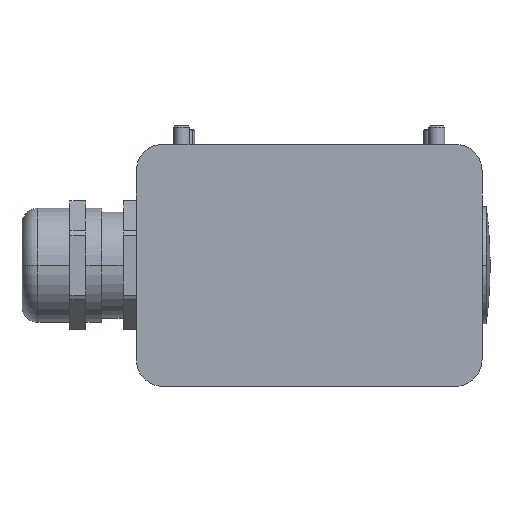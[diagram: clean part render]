
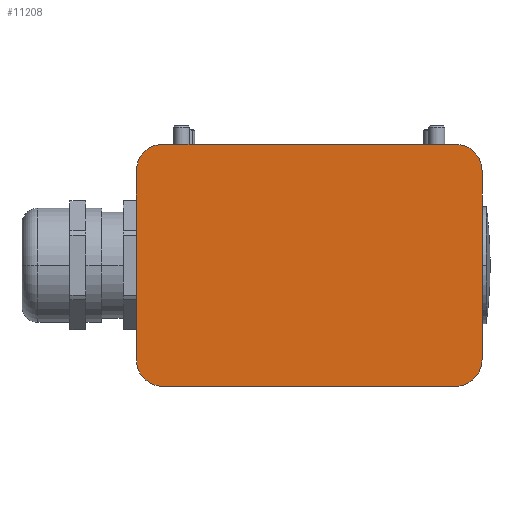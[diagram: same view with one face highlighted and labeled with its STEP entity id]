
A CAD part, front view. The second image highlights one B-rep face of the part: STEP entity #11208.
In plain terms, the highlighted planar face has unit normal (0, -1, 0).
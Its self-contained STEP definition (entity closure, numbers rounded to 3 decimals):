
#59 = VERTEX_POINT ( 'NONE', #5933 ) ;
#386 = AXIS2_PLACEMENT_3D ( 'NONE', #9828, #2786, #10997 ) ;
#729 = CIRCLE ( 'NONE', #9331, 10. ) ;
#833 = AXIS2_PLACEMENT_3D ( 'NONE', #4350, #11251, #2687 ) ;
#1422 = PLANE ( 'NONE',  #386 ) ;
#1744 = VECTOR ( 'NONE', #8731, 1000. ) ;
#1839 = VERTEX_POINT ( 'NONE', #2642 ) ;
#1863 = EDGE_CURVE ( 'NONE', #5188, #8987, #10425, .T. ) ;
#1938 = CARTESIAN_POINT ( 'NONE',  ( 55., -22.5, -45.5 ) ) ;
#2127 = EDGE_CURVE ( 'NONE', #9738, #59, #10811, .T. ) ;
#2363 = DIRECTION ( 'NONE',  ( 0., -1., 0. ) ) ;
#2391 = LINE ( 'NONE', #8472, #8282 ) ;
#2603 = ORIENTED_EDGE ( 'NONE', *, *, #6546, .F. ) ;
#2642 = CARTESIAN_POINT ( 'NONE',  ( 55., -22.5, 45.5 ) ) ;
#2687 = DIRECTION ( 'NONE',  ( 0., 0., 1. ) ) ;
#2786 = DIRECTION ( 'NONE',  ( 0., 1., 0. ) ) ;
#2892 = VERTEX_POINT ( 'NONE', #4241 ) ;
#3143 = ORIENTED_EDGE ( 'NONE', *, *, #9437, .T. ) ;
#3320 = FACE_OUTER_BOUND ( 'NONE', #6439, .T. ) ;
#3474 = DIRECTION ( 'NONE',  ( 0., -1., 0. ) ) ;
#3827 = DIRECTION ( 'NONE',  ( 0., 0., 1. ) ) ;
#3884 = EDGE_CURVE ( 'NONE', #6625, #2892, #14198, .T. ) ;
#4202 = CARTESIAN_POINT ( 'NONE',  ( -55., -22.5, -35.5 ) ) ;
#4241 = CARTESIAN_POINT ( 'NONE',  ( -65., -22.5, 35.5 ) ) ;
#4350 = CARTESIAN_POINT ( 'NONE',  ( -55., -22.5, 35.5 ) ) ;
#5188 = VERTEX_POINT ( 'NONE', #14743 ) ;
#5933 = CARTESIAN_POINT ( 'NONE',  ( -55., -22.5, -45.5 ) ) ;
#6439 = EDGE_LOOP ( 'NONE', ( #15159, #11608, #11025, #3143, #8484, #14285, #2603, #13161 ) ) ;
#6546 = EDGE_CURVE ( 'NONE', #6625, #1839, #11230, .T. ) ;
#6625 = VERTEX_POINT ( 'NONE', #9867 ) ;
#6728 = DIRECTION ( 'NONE',  ( 0., -1., 0. ) ) ;
#7019 = CARTESIAN_POINT ( 'NONE',  ( 65., -22.5, 45.5 ) ) ;
#7224 = CIRCLE ( 'NONE', #9238, 10. ) ;
#7392 = VECTOR ( 'NONE', #12319, 1000. ) ;
#7638 = CARTESIAN_POINT ( 'NONE',  ( -65., -22.5, -35.5 ) ) ;
#7739 = EDGE_CURVE ( 'NONE', #59, #14109, #2391, .T. ) ;
#8282 = VECTOR ( 'NONE', #10728, 1000. ) ;
#8363 = LINE ( 'NONE', #10602, #14177 ) ;
#8472 = CARTESIAN_POINT ( 'NONE',  ( -65., -22.5, -45.5 ) ) ;
#8484 = ORIENTED_EDGE ( 'NONE', *, *, #1863, .F. ) ;
#8731 = DIRECTION ( 'NONE',  ( 0., 0., -1. ) ) ;
#8896 = EDGE_CURVE ( 'NONE', #2892, #9738, #8363, .T. ) ;
#8987 = VERTEX_POINT ( 'NONE', #11845 ) ;
#9238 = AXIS2_PLACEMENT_3D ( 'NONE', #13673, #6728, #14859 ) ;
#9331 = AXIS2_PLACEMENT_3D ( 'NONE', #10533, #3474, #11679 ) ;
#9361 = CARTESIAN_POINT ( 'NONE',  ( -65., -22.5, 45.5 ) ) ;
#9437 = EDGE_CURVE ( 'NONE', #14109, #8987, #729, .T. ) ;
#9738 = VERTEX_POINT ( 'NONE', #7638 ) ;
#9828 = CARTESIAN_POINT ( 'NONE',  ( -65., -22.5, 45.5 ) ) ;
#9867 = CARTESIAN_POINT ( 'NONE',  ( -55., -22.5, 45.5 ) ) ;
#10406 = EDGE_CURVE ( 'NONE', #5188, #1839, #7224, .T. ) ;
#10425 = LINE ( 'NONE', #7019, #1744 ) ;
#10533 = CARTESIAN_POINT ( 'NONE',  ( 55., -22.5, -35.5 ) ) ;
#10602 = CARTESIAN_POINT ( 'NONE',  ( -65., -22.5, 45.5 ) ) ;
#10728 = DIRECTION ( 'NONE',  ( 1., 0., 0. ) ) ;
#10811 = CIRCLE ( 'NONE', #13905, 10. ) ;
#10997 = DIRECTION ( 'NONE',  ( 0., 0., 1. ) ) ;
#11025 = ORIENTED_EDGE ( 'NONE', *, *, #7739, .T. ) ;
#11208 = ADVANCED_FACE ( 'NONE', ( #3320 ), #1422, .F. ) ;
#11230 = LINE ( 'NONE', #9361, #7392 ) ;
#11251 = DIRECTION ( 'NONE',  ( 0., -1., 0. ) ) ;
#11608 = ORIENTED_EDGE ( 'NONE', *, *, #2127, .T. ) ;
#11679 = DIRECTION ( 'NONE',  ( 0., 0., 1. ) ) ;
#11845 = CARTESIAN_POINT ( 'NONE',  ( 65., -22.5, -35.5 ) ) ;
#12319 = DIRECTION ( 'NONE',  ( 1., 0., 0. ) ) ;
#13161 = ORIENTED_EDGE ( 'NONE', *, *, #3884, .T. ) ;
#13673 = CARTESIAN_POINT ( 'NONE',  ( 55., -22.5, 35.5 ) ) ;
#13905 = AXIS2_PLACEMENT_3D ( 'NONE', #4202, #2363, #3827 ) ;
#14081 = DIRECTION ( 'NONE',  ( 0., 0., -1. ) ) ;
#14109 = VERTEX_POINT ( 'NONE', #1938 ) ;
#14177 = VECTOR ( 'NONE', #14081, 1000. ) ;
#14198 = CIRCLE ( 'NONE', #833, 10. ) ;
#14285 = ORIENTED_EDGE ( 'NONE', *, *, #10406, .T. ) ;
#14743 = CARTESIAN_POINT ( 'NONE',  ( 65., -22.5, 35.5 ) ) ;
#14859 = DIRECTION ( 'NONE',  ( 0., 0., 1. ) ) ;
#15159 = ORIENTED_EDGE ( 'NONE', *, *, #8896, .T. ) ;
